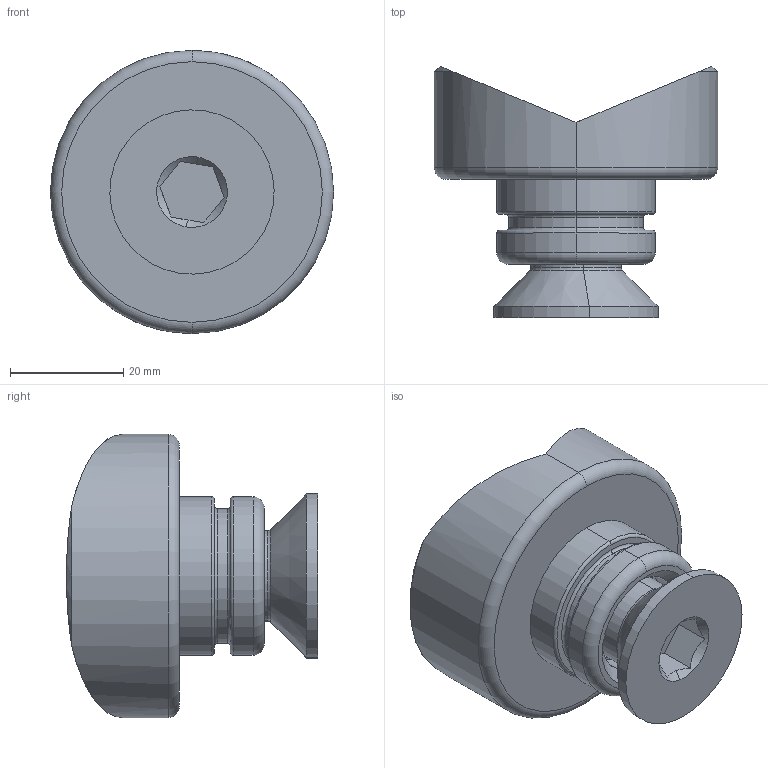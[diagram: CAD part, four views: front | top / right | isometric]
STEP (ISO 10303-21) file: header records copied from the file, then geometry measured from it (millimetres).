
FILE_DESCRIPTION (( 'STEP AP203' ), '1' );
FILE_NAME ('280648.1.step', '2014-08-11T20:15:02', ( 'User' ), ( '' ), 'SwSTEP 2.0', 'SolidWorks 2014', '' );
FILE_SCHEMA (( 'CONFIG_CONTROL_DESIGN' ));
Length unit declared in the file: millimetre
Products named in the file (3): 280648 Prisma 135起20 hoch^280648.1_Detailliert; 280648.1; M16x30 DIN 7991_Foto_Detailliert
Assembly tree (2 placements, depth 2):
  280648.1
    280648 Prisma 135起20 hoch^280648.1_Detailliert
    M16x30 DIN 7991_Foto_Detailliert
Bounding box: 50 x 44.33 x 50 mm (x, y, z)
Volume: 38638.6 mm3; surface area: 11860.5 mm2
Topology: 2 solids, 2 shells, 58 faces, 122 edges, 72 vertices
Faces by surface type: cylinder 16, plane 16, torus 14, cone 12
Entity records: 1913 total; most frequent: CARTESIAN_POINT 353, DIRECTION 298, ORIENTED_EDGE 244, AXIS2_PLACEMENT_3D 129, EDGE_CURVE 122, VERTEX_POINT 72, CIRCLE 66, EDGE_LOOP 64
